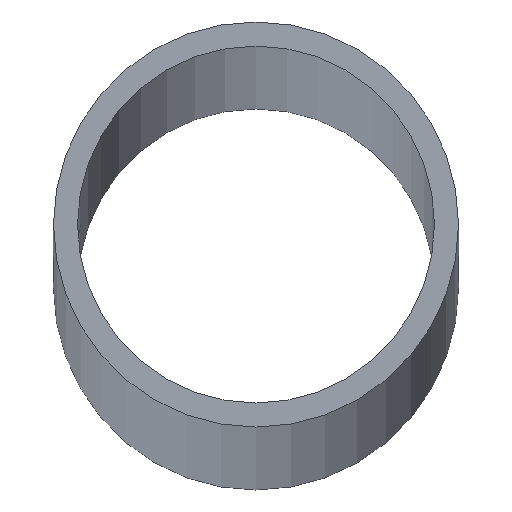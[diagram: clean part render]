
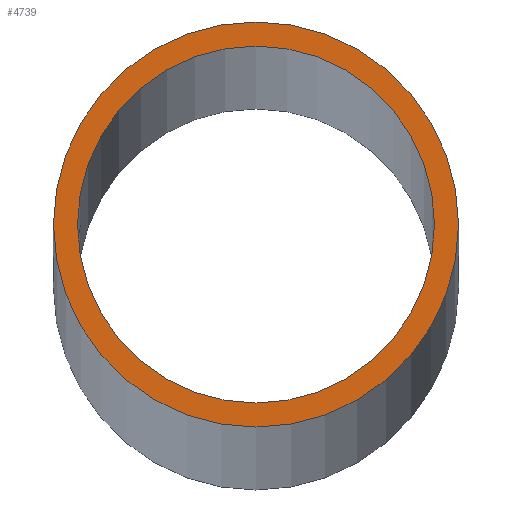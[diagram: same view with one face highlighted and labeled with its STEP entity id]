
A CAD part, top view. The second image highlights one B-rep face of the part: STEP entity #4739.
In plain terms, the highlighted planar face has unit normal (0, 0, 1).
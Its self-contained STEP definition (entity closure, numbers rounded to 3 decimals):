
#269 = CARTESIAN_POINT ( 'NONE',  ( 14.85, 0., 1500. ) ) ;
#530 = EDGE_LOOP ( 'NONE', ( #10866 ) ) ;
#1147 = CARTESIAN_POINT ( 'NONE',  ( 0., 0., 1500. ) ) ;
#2021 = CIRCLE ( 'NONE', #13177, 14.85 ) ;
#2229 = DIRECTION ( 'NONE',  ( 1., 0., 0. ) ) ;
#3389 = DIRECTION ( 'NONE',  ( 0., 0., 1. ) ) ;
#3627 = ORIENTED_EDGE ( 'NONE', *, *, #10927, .T. ) ;
#3920 = EDGE_CURVE ( 'NONE', #13102, #13102, #2021, .T. ) ;
#4209 = CIRCLE ( 'NONE', #10203, 16.85 ) ;
#4377 = CARTESIAN_POINT ( 'NONE',  ( 0., 0., 1500. ) ) ;
#4739 = ADVANCED_FACE ( 'NONE', ( #11664, #13881 ), #9961, .T. ) ;
#6788 = CARTESIAN_POINT ( 'NONE',  ( 16.85, 0., 1500. ) ) ;
#7877 = DIRECTION ( 'NONE',  ( 1., 0., 0. ) ) ;
#8494 = EDGE_LOOP ( 'NONE', ( #3627 ) ) ;
#8788 = VERTEX_POINT ( 'NONE', #6788 ) ;
#8809 = CARTESIAN_POINT ( 'NONE',  ( 0., 0., 1500. ) ) ;
#9961 = PLANE ( 'NONE',  #11439 ) ;
#10203 = AXIS2_PLACEMENT_3D ( 'NONE', #1147, #11012, #7877 ) ;
#10866 = ORIENTED_EDGE ( 'NONE', *, *, #3920, .F. ) ;
#10927 = EDGE_CURVE ( 'NONE', #8788, #8788, #4209, .T. ) ;
#11012 = DIRECTION ( 'NONE',  ( 0., 0., 1. ) ) ;
#11439 = AXIS2_PLACEMENT_3D ( 'NONE', #4377, #12069, #12208 ) ;
#11664 = FACE_OUTER_BOUND ( 'NONE', #8494, .T. ) ;
#12069 = DIRECTION ( 'NONE',  ( 0., 0., 1. ) ) ;
#12208 = DIRECTION ( 'NONE',  ( 1., 0., 0. ) ) ;
#13102 = VERTEX_POINT ( 'NONE', #269 ) ;
#13177 = AXIS2_PLACEMENT_3D ( 'NONE', #8809, #3389, #2229 ) ;
#13881 = FACE_BOUND ( 'NONE', #530, .T. ) ;
